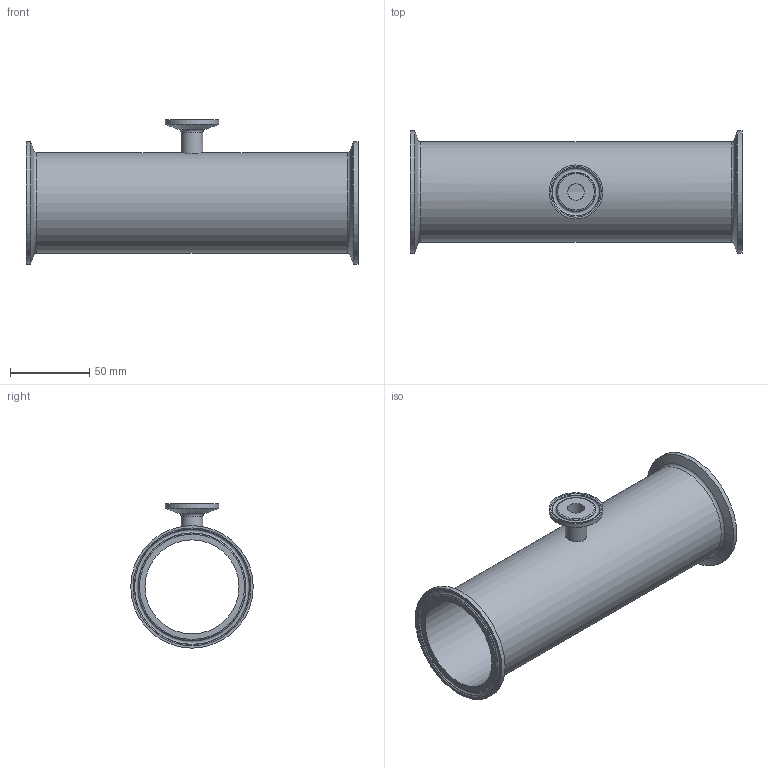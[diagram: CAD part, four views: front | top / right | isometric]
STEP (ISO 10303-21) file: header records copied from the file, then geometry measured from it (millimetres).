
FILE_DESCRIPTION(/* description */ (''),/* implementation_level */ '2;1');
FILE_NAME(/* name */ '7MD(S) 25×02.stp',/* time_stamp */ '2022-04-20T11:22:34+09:00',/* author */ ('3dcad-eng'),/* organization */ (''),/* preprocessor_version */ 'ST-DEVELOPER v18.1',/* originating_system */ 'Autodesk Inventor 2022',/* authorisation */ '');
FILE_SCHEMA (('AUTOMOTIVE_DESIGN { 1 0 10303 214 3 1 1 }'));
Length unit declared in the file: millimetre
Products named in the file (1): 7MD(S) 25×02
Bounding box: 210 x 77.5 x 91.25 mm (x, y, z)
Volume: 96532.7 mm3; surface area: 91299.1 mm2
Topology: 1 solids, 1 shells, 34 faces, 80 edges, 52 vertices
Faces by surface type: torus 12, cone 9, cylinder 7, plane 6
Full cylindrical faces by diameter (mm): 10.5 x1, 13.8 x1, 34 x1, 59.5 x1, 63.5 x1, 77.5 x2
Entity records: 1121 total; most frequent: CARTESIAN_POINT 235, DIRECTION 206, ORIENTED_EDGE 160, AXIS2_PLACEMENT_3D 95, EDGE_CURVE 80, CIRCLE 60, VERTEX_POINT 52, EDGE_LOOP 42
